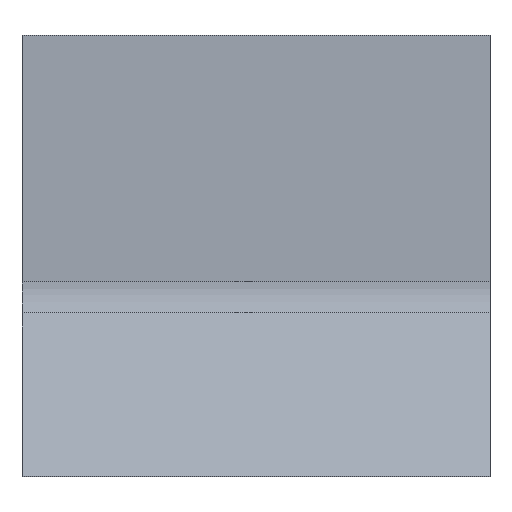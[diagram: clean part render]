
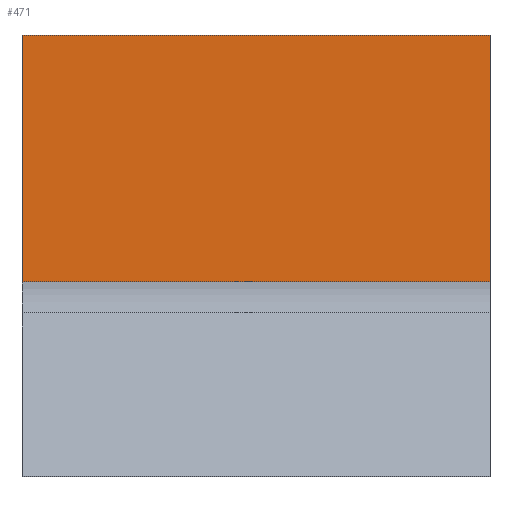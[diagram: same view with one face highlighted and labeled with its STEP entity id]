
A CAD part, top view. The second image highlights one B-rep face of the part: STEP entity #471.
In plain terms, the highlighted planar face has unit normal (0, 0, 1).
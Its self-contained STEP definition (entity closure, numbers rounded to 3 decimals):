
#15 = EDGE_CURVE ( 'NONE', #199, #97, #212, .T. ) ;
#19 = CARTESIAN_POINT ( 'NONE',  ( -26.5, 50., 6. ) ) ;
#30 = VECTOR ( 'NONE', #293, 1000. ) ;
#41 = VECTOR ( 'NONE', #147, 1000. ) ;
#48 = CARTESIAN_POINT ( 'NONE',  ( -26.5, 22.071, 6. ) ) ;
#85 = ORIENTED_EDGE ( 'NONE', *, *, #499, .F. ) ;
#97 = VERTEX_POINT ( 'NONE', #269 ) ;
#137 = CARTESIAN_POINT ( 'NONE',  ( 26.5, 22.071, 6. ) ) ;
#147 = DIRECTION ( 'NONE',  ( 1., 0., 0. ) ) ;
#154 = CARTESIAN_POINT ( 'NONE',  ( -26.5, 50., 6. ) ) ;
#166 = AXIS2_PLACEMENT_3D ( 'NONE', #154, #469, #430 ) ;
#174 = CARTESIAN_POINT ( 'NONE',  ( 26.5, 50., 6. ) ) ;
#199 = VERTEX_POINT ( 'NONE', #19 ) ;
#204 = ORIENTED_EDGE ( 'NONE', *, *, #352, .T. ) ;
#209 = VERTEX_POINT ( 'NONE', #509 ) ;
#210 = EDGE_CURVE ( 'NONE', #199, #209, #388, .T. ) ;
#212 = LINE ( 'NONE', #329, #248 ) ;
#213 = ORIENTED_EDGE ( 'NONE', *, *, #15, .T. ) ;
#248 = VECTOR ( 'NONE', #261, 1000. ) ;
#261 = DIRECTION ( 'NONE',  ( 0., -1., 0. ) ) ;
#267 = DIRECTION ( 'NONE',  ( 0., -1., 0. ) ) ;
#269 = CARTESIAN_POINT ( 'NONE',  ( -26.5, 22.071, 6. ) ) ;
#276 = FACE_OUTER_BOUND ( 'NONE', #479, .T. ) ;
#293 = DIRECTION ( 'NONE',  ( 1., 0., 0. ) ) ;
#329 = CARTESIAN_POINT ( 'NONE',  ( -26.5, 50., 6. ) ) ;
#350 = CARTESIAN_POINT ( 'NONE',  ( -26.5, 50., 6. ) ) ;
#352 = EDGE_CURVE ( 'NONE', #97, #526, #368, .T. ) ;
#366 = VECTOR ( 'NONE', #267, 1000. ) ;
#368 = LINE ( 'NONE', #48, #30 ) ;
#377 = ORIENTED_EDGE ( 'NONE', *, *, #210, .F. ) ;
#388 = LINE ( 'NONE', #350, #41 ) ;
#430 = DIRECTION ( 'NONE',  ( -1., 0., 0. ) ) ;
#466 = PLANE ( 'NONE',  #166 ) ;
#469 = DIRECTION ( 'NONE',  ( 0., 0., -1. ) ) ;
#471 = ADVANCED_FACE ( 'NONE', ( #276 ), #466, .F. ) ;
#479 = EDGE_LOOP ( 'NONE', ( #213, #204, #85, #377 ) ) ;
#499 = EDGE_CURVE ( 'NONE', #209, #526, #504, .T. ) ;
#504 = LINE ( 'NONE', #174, #366 ) ;
#509 = CARTESIAN_POINT ( 'NONE',  ( 26.5, 50., 6. ) ) ;
#526 = VERTEX_POINT ( 'NONE', #137 ) ;
